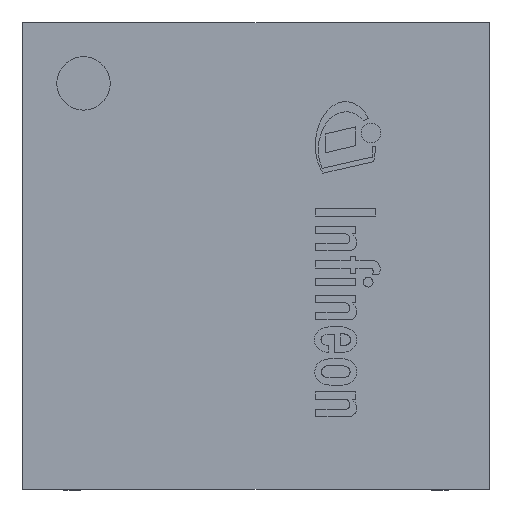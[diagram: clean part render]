
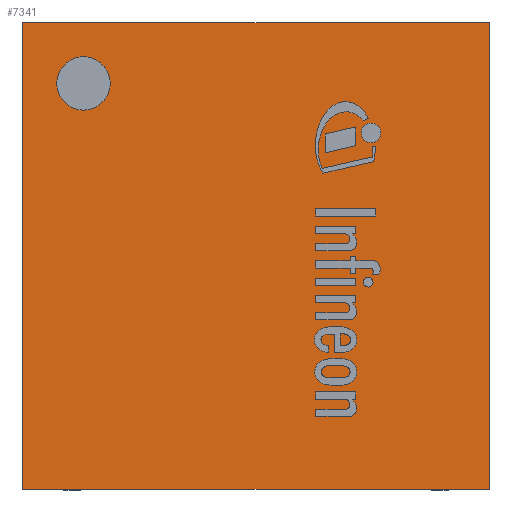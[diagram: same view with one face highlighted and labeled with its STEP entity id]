
A CAD part, top view. The second image highlights one B-rep face of the part: STEP entity #7341.
In plain terms, the highlighted planar face has unit normal (0, 0, 1).
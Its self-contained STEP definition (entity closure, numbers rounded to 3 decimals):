
#74=FACE_BOUND('',#1276,.T.);
#361=PLANE('',#7953);
#794=FACE_OUTER_BOUND('',#1275,.T.);
#1275=EDGE_LOOP('',(#5784,#5785,#5786,#5787));
#1276=EDGE_LOOP('',(#5788));
#1870=LINE('',#11045,#2723);
#1873=LINE('',#11051,#2726);
#1876=LINE('',#11057,#2729);
#1879=LINE('',#11061,#2732);
#2723=VECTOR('',#9028,1.);
#2726=VECTOR('',#9033,1.);
#2729=VECTOR('',#9038,1.);
#2732=VECTOR('',#9043,1.);
#3360=CIRCLE('',#7945,0.4);
#3640=VERTEX_POINT('',#11033);
#3644=VERTEX_POINT('',#11042);
#3645=VERTEX_POINT('',#11044);
#3647=VERTEX_POINT('',#11050);
#3649=VERTEX_POINT('',#11056);
#4424=EDGE_CURVE('',#3640,#3640,#3360,.T.);
#4428=EDGE_CURVE('',#3645,#3644,#1870,.T.);
#4431=EDGE_CURVE('',#3647,#3645,#1873,.T.);
#4434=EDGE_CURVE('',#3649,#3647,#1876,.T.);
#4437=EDGE_CURVE('',#3644,#3649,#1879,.T.);
#5784=ORIENTED_EDGE('',*,*,#4437,.T.);
#5785=ORIENTED_EDGE('',*,*,#4434,.T.);
#5786=ORIENTED_EDGE('',*,*,#4431,.T.);
#5787=ORIENTED_EDGE('',*,*,#4428,.T.);
#5788=ORIENTED_EDGE('',*,*,#4424,.T.);
#7341=ADVANCED_FACE('',(#794,#74),#361,.T.);
#7945=AXIS2_PLACEMENT_3D('',#11034,#9018,#9019);
#7953=AXIS2_PLACEMENT_3D('',#11063,#9046,#9047);
#9018=DIRECTION('center_axis',(0.,0.,-1.));
#9019=DIRECTION('ref_axis',(-1.,0.,0.));
#9028=DIRECTION('',(0.,1.,0.));
#9033=DIRECTION('',(1.,0.,0.));
#9038=DIRECTION('',(0.,-1.,0.));
#9043=DIRECTION('',(-1.,0.,0.));
#9046=DIRECTION('center_axis',(0.,0.,1.));
#9047=DIRECTION('ref_axis',(1.,0.,0.));
#11033=CARTESIAN_POINT('',(-2.18,2.58,0.9));
#11034=CARTESIAN_POINT('Origin',(-2.58,2.58,0.9));
#11042=CARTESIAN_POINT('',(3.49,3.49,0.9));
#11044=CARTESIAN_POINT('',(3.49,-3.49,0.9));
#11045=CARTESIAN_POINT('',(3.49,3.49,0.9));
#11050=CARTESIAN_POINT('',(-3.49,-3.49,0.9));
#11051=CARTESIAN_POINT('',(3.49,-3.49,0.9));
#11056=CARTESIAN_POINT('',(-3.49,3.49,0.9));
#11057=CARTESIAN_POINT('',(-3.49,-3.49,0.9));
#11061=CARTESIAN_POINT('',(-3.49,3.49,0.9));
#11063=CARTESIAN_POINT('Origin',(0.,0.,0.9));
